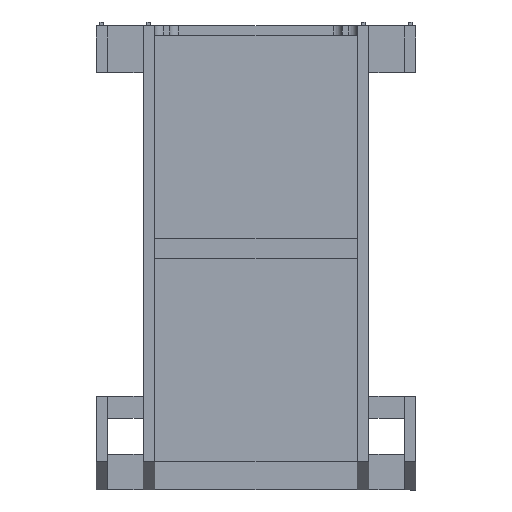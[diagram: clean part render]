
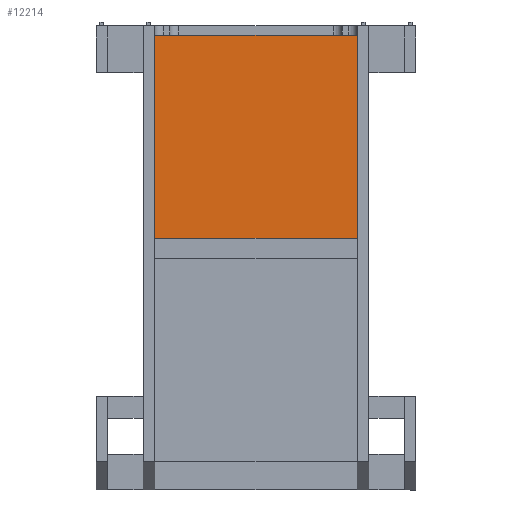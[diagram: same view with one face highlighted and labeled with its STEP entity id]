
A CAD part, front view. The second image highlights one B-rep face of the part: STEP entity #12214.
In plain terms, the highlighted planar face has unit normal (0, -1, 0).
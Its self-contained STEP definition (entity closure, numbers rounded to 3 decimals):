
#838 = CARTESIAN_POINT ( 'NONE',  ( 54., -1., 134. ) ) ;
#950 = CARTESIAN_POINT ( 'NONE',  ( 54., -1., 242. ) ) ;
#998 = CARTESIAN_POINT ( 'NONE',  ( -54., -1., 134. ) ) ;
#1071 = CARTESIAN_POINT ( 'NONE',  ( -54., -1., 242. ) ) ;
#1490 = EDGE_LOOP ( 'NONE', ( #3281, #3320, #3326, #3343 ) ) ;
#1681 = LINE ( 'NONE', #14827, #1704 ) ;
#1704 = VECTOR ( 'NONE', #14861, 1000. ) ;
#1918 = LINE ( 'NONE', #15885, #1919 ) ;
#1919 = VECTOR ( 'NONE', #15897, 1000. ) ;
#2346 = CARTESIAN_POINT ( 'NONE',  ( 54., -1., -99.742 ) ) ;
#2347 = DIRECTION ( 'NONE',  ( 0., 0., 1. ) ) ;
#2581 = CARTESIAN_POINT ( 'NONE',  ( 2.054, -1., 134. ) ) ;
#2582 = DIRECTION ( 'NONE',  ( -1., 0., 0. ) ) ;
#3281 = ORIENTED_EDGE ( 'NONE', *, *, #3385, .T. ) ;
#3320 = ORIENTED_EDGE ( 'NONE', *, *, #4985, .T. ) ;
#3326 = ORIENTED_EDGE ( 'NONE', *, *, #11308, .F. ) ;
#3343 = ORIENTED_EDGE ( 'NONE', *, *, #5506, .T. ) ;
#3385 = EDGE_CURVE ( 'NONE', #14477, #14614, #1681, .T. ) ;
#3851 = FACE_OUTER_BOUND ( 'NONE', #1490, .T. ) ;
#4985 = EDGE_CURVE ( 'NONE', #14614, #14574, #1918, .T. ) ;
#5506 = EDGE_CURVE ( 'NONE', #14468, #14477, #15742, .T. ) ;
#6794 = CARTESIAN_POINT ( 'NONE',  ( 2.054, -1., -99.742 ) ) ;
#6795 = DIRECTION ( 'NONE',  ( 0., -1., 0. ) ) ;
#6828 = PLANE ( 'NONE',  #11605 ) ;
#6838 = DIRECTION ( 'NONE',  ( 1., 0., 0. ) ) ;
#11308 = EDGE_CURVE ( 'NONE', #14468, #14574, #15213, .T. ) ;
#11605 = AXIS2_PLACEMENT_3D ( 'NONE', #6794, #6795, #6838 ) ;
#12214 = ADVANCED_FACE ( 'NONE', ( #3851 ), #6828, .T. ) ;
#14468 = VERTEX_POINT ( 'NONE', #838 ) ;
#14477 = VERTEX_POINT ( 'NONE', #950 ) ;
#14574 = VERTEX_POINT ( 'NONE', #998 ) ;
#14614 = VERTEX_POINT ( 'NONE', #1071 ) ;
#14827 = CARTESIAN_POINT ( 'NONE',  ( 2.054, -1., 242. ) ) ;
#14861 = DIRECTION ( 'NONE',  ( -1., 0., 0. ) ) ;
#15194 = VECTOR ( 'NONE', #2582, 1000. ) ;
#15213 = LINE ( 'NONE', #2581, #15194 ) ;
#15735 = VECTOR ( 'NONE', #2347, 1000. ) ;
#15742 = LINE ( 'NONE', #2346, #15735 ) ;
#15885 = CARTESIAN_POINT ( 'NONE',  ( -54., -1., -99.742 ) ) ;
#15897 = DIRECTION ( 'NONE',  ( 0., 0., -1. ) ) ;
